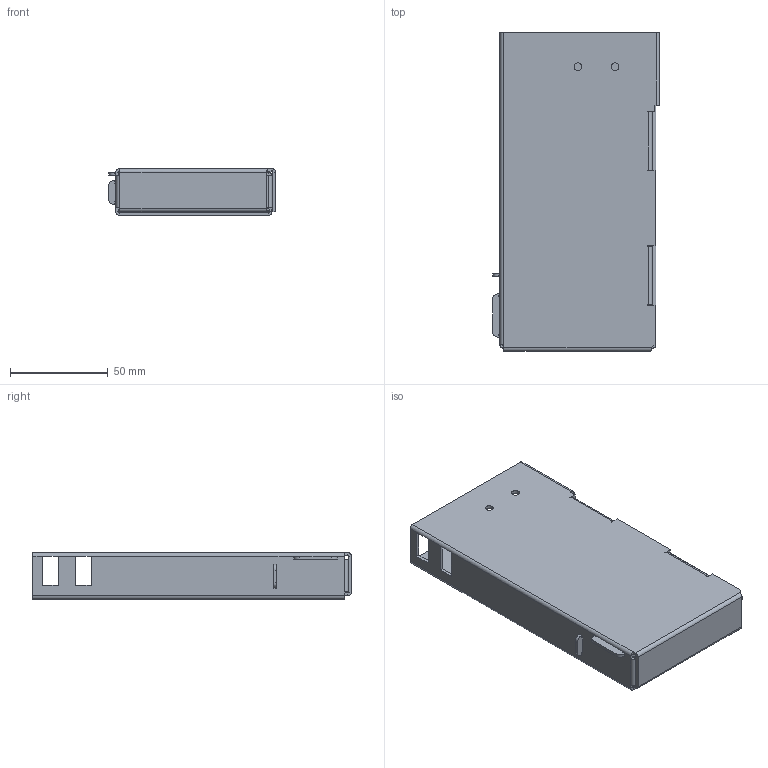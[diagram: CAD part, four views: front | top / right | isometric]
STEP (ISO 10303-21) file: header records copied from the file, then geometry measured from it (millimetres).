
FILE_DESCRIPTION(/* description */ (''),/* implementation_level */ '2;1');
FILE_NAME(/* name */ 'b0bd96b9-34a2-45b1-a4c6-274b9c976c8b.stp',/* time_stamp */ '2018-06-13T11:19:05+08:00',/* author */ (''),/* organization */ (''),/* preprocessor_version */ 'ST-DEVELOPER v17',/* originating_system */ 'Autodesk Translation Framework v7.1.0.215',/* authorisation */ '');
FILE_SCHEMA (('AUTOMOTIVE_DESIGN { 1 0 10303 214 3 1 1 }'));
Length unit declared in the file: millimetre
Products named in the file (1): NewMykroscope
Bounding box: 85.6 x 163.3 x 23.8 mm (x, y, z)
Volume: 61282.5 mm3; surface area: 84507.3 mm2
Topology: 1 solids, 1 shells, 258 faces, 678 edges, 408 vertices
Faces by surface type: plane 216, cylinder 40, bspline 2
Full cylindrical faces by diameter (mm): 4 x2
Entity records: 7822 total; most frequent: CARTESIAN_POINT 1407, ORIENTED_EDGE 1356, DIRECTION 1264, EDGE_CURVE 678, LINE 598, VECTOR 598, VERTEX_POINT 408, AXIS2_PLACEMENT_3D 333
